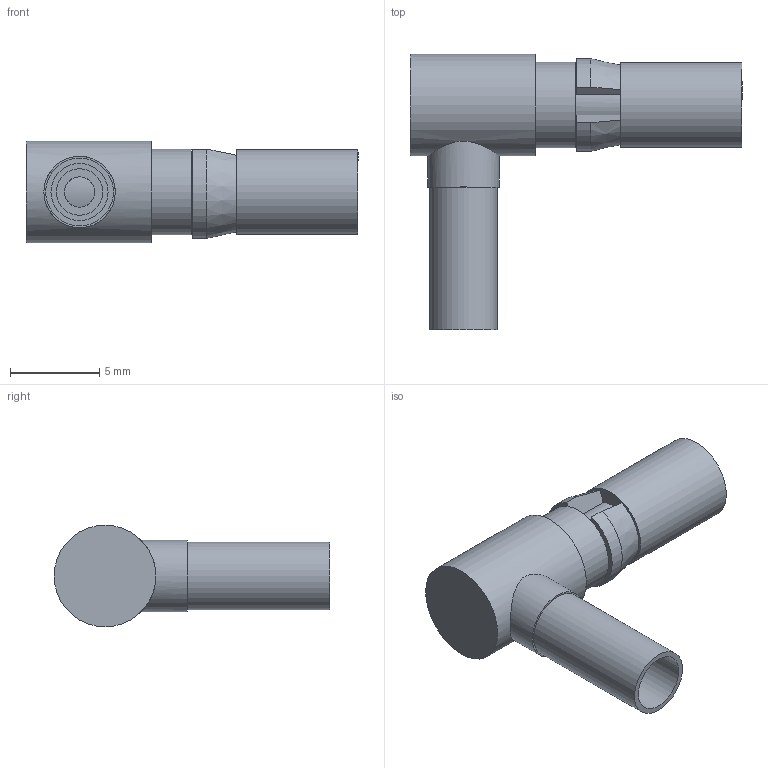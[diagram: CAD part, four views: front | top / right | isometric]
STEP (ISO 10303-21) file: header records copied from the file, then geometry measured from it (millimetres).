
FILE_DESCRIPTION(/* description */ (''),/* implementation_level */ '2;1');
FILE_NAME(/* name */ '100119901ugm000_b.stp',/* time_stamp */ '2014-01-10T08:42:16+01:00',/* author */ (''),/* organization */ (''),/* preprocessor_version */ 'ST-DEVELOPER v15',/* originating_system */ 'SIEMENS PLM Software NX 8.5',/* authorisation */ '');
FILE_SCHEMA (('AUTOMOTIVE_DESIGN { 1 0 10303 214 3 1 1 1 }'));
Length unit declared in the file: millimetre
Products named in the file (1): 100119901ugm000_b
Bounding box: 18.6 x 15.45 x 5.7 mm (x, y, z)
Volume: 375.8 mm3; surface area: 854.5 mm2
Topology: 1 solids, 1 shells, 35 faces, 60 edges, 39 vertices
Faces by surface type: plane 16, cylinder 15, cone 3, bspline 1
Full cylindrical faces by diameter (mm): 0.5 x1, 1.7 x1, 2.2 x1, 2.6 x1, 2.8 x1, 3 x1, 3.2 x1, 3.8 x1, 4 x1, 4.23 x1, 4.75 x1, 4.79 x1, 5.7 x1
Entity records: 895 total; most frequent: CARTESIAN_POINT 236, DIRECTION 142, ORIENTED_EDGE 86, AXIS2_PLACEMENT_3D 66, EDGE_LOOP 63, FACE_BOUND 55, EDGE_CURVE 43, VERTEX_POINT 38
